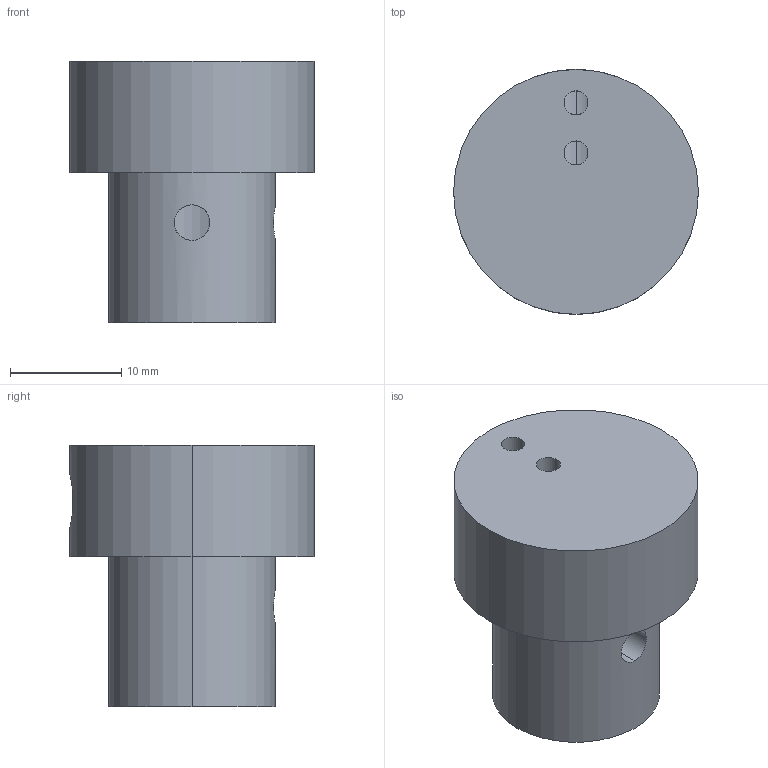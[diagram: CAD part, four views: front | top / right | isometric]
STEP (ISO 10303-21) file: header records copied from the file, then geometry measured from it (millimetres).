
FILE_DESCRIPTION (( 'STEP AP214' ), '1' );
FILE_NAME ('encoder_shaft_connector.STEP', '2024-09-06T05:45:59', ( '' ), ( '' ), 'SwSTEP 2.0', 'SolidWorks 2023', '' );
FILE_SCHEMA (( 'AUTOMOTIVE_DESIGN' ));
Length unit declared in the file: millimetre
Products named in the file (1): encoder_shaft_connector
Bounding box: 22 x 22 x 23.5 mm (x, y, z)
Volume: 5170.7 mm3; surface area: 2667.6 mm2
Topology: 1 solids, 1 shells, 21 faces, 60 edges, 40 vertices
Faces by surface type: cylinder 16, plane 5
Entity records: 1035 total; most frequent: CARTESIAN_POINT 470, ORIENTED_EDGE 120, DIRECTION 100, EDGE_CURVE 60, VERTEX_POINT 40, AXIS2_PLACEMENT_3D 40, EDGE_LOOP 28, B_SPLINE_CURVE_WITH_KNOTS 22
